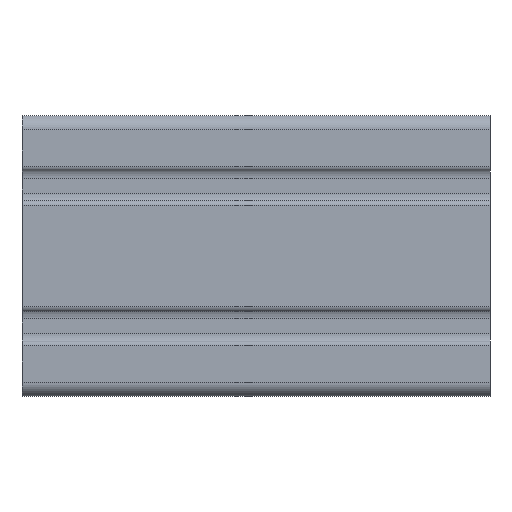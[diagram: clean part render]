
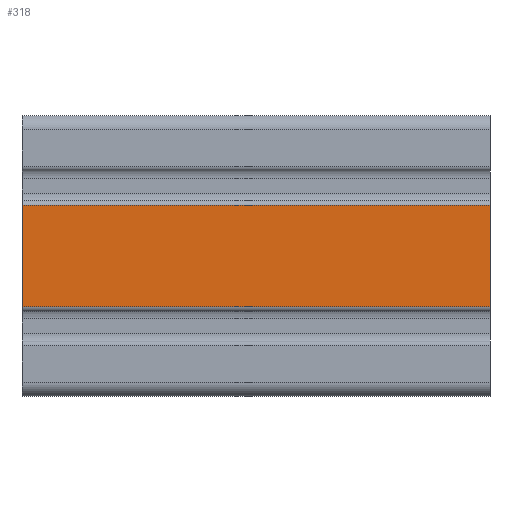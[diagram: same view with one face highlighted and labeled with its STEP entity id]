
A CAD part, left-side view. The second image highlights one B-rep face of the part: STEP entity #318.
In plain terms, the highlighted planar face has unit normal (-1, 0, 0).
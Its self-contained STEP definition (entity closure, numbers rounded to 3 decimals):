
#318 = ADVANCED_FACE( '', ( #667 ), #668, .T. );
#667 = FACE_OUTER_BOUND( '', #1042, .T. );
#668 = PLANE( '', #1043 );
#1042 = EDGE_LOOP( '', ( #1951, #1952, #1953, #1954 ) );
#1043 = AXIS2_PLACEMENT_3D( '', #1955, #1956, #1957 );
#1951 = ORIENTED_EDGE( '', *, *, #2729, .F. );
#1952 = ORIENTED_EDGE( '', *, *, #2682, .F. );
#1953 = ORIENTED_EDGE( '', *, *, #2419, .T. );
#1954 = ORIENTED_EDGE( '', *, *, #2662, .T. );
#1955 = CARTESIAN_POINT( '', ( -15., 100., -10.825 ) );
#1956 = DIRECTION( '', ( -1., 0., 0. ) );
#1957 = DIRECTION( '', ( 0., 0., 1. ) );
#2419 = EDGE_CURVE( '', #2980, #2978, #2981, .T. );
#2662 = EDGE_CURVE( '', #2978, #3341, #3343, .T. );
#2682 = EDGE_CURVE( '', #2980, #3369, #3371, .T. );
#2729 = EDGE_CURVE( '', #3369, #3341, #3430, .T. );
#2978 = VERTEX_POINT( '', #3731 );
#2980 = VERTEX_POINT( '', #3733 );
#2981 = LINE( '', #3734, #3735 );
#3341 = VERTEX_POINT( '', #4224 );
#3343 = LINE( '', #4226, #4227 );
#3369 = VERTEX_POINT( '', #4262 );
#3371 = LINE( '', #4264, #4265 );
#3430 = LINE( '', #4343, #4344 );
#3731 = CARTESIAN_POINT( '', ( -15., 100., -10.825 ) );
#3733 = CARTESIAN_POINT( '', ( -15., 100., 10.825 ) );
#3734 = CARTESIAN_POINT( '', ( -15., 100., -10.825 ) );
#3735 = VECTOR( '', #4625, 1000. );
#4224 = CARTESIAN_POINT( '', ( -15., 0., -10.825 ) );
#4226 = CARTESIAN_POINT( '', ( -15., 100., -10.825 ) );
#4227 = VECTOR( '', #4908, 1000. );
#4262 = CARTESIAN_POINT( '', ( -15., 0., 10.825 ) );
#4264 = CARTESIAN_POINT( '', ( -15., 100., 10.825 ) );
#4265 = VECTOR( '', #4930, 1000. );
#4343 = CARTESIAN_POINT( '', ( -15., 0., -10.825 ) );
#4344 = VECTOR( '', #4977, 1000. );
#4625 = DIRECTION( '', ( 0., 0., -1. ) );
#4908 = DIRECTION( '', ( 0., -1., 0. ) );
#4930 = DIRECTION( '', ( 0., -1., 0. ) );
#4977 = DIRECTION( '', ( 0., 0., -1. ) );
